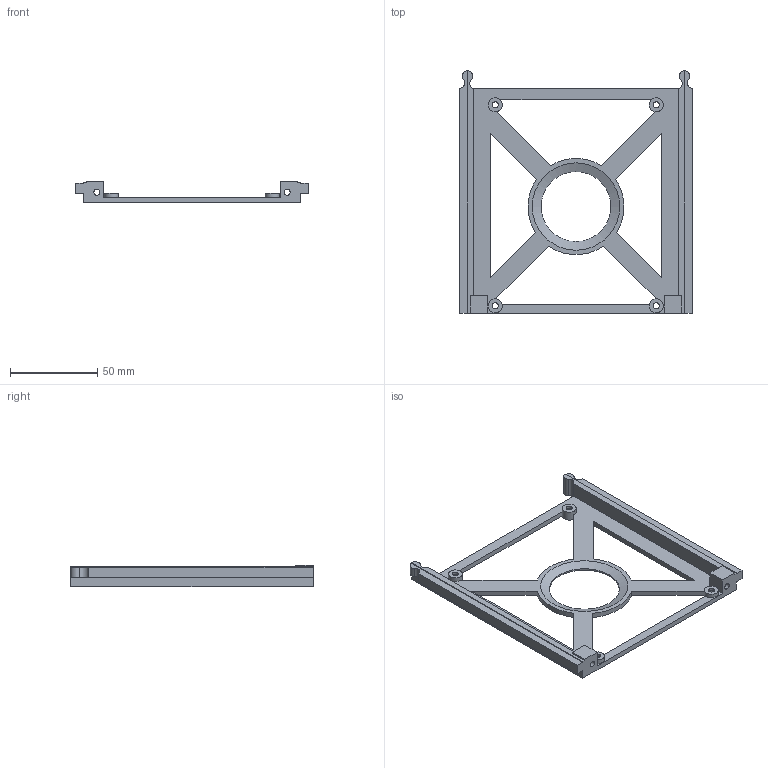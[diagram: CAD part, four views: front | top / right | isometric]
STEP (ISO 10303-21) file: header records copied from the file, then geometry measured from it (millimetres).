
FILE_DESCRIPTION(/* description */ (''),/* implementation_level */ '2;1');
FILE_NAME(/* name */ 'CBA _Slide_Tray_Part_1of4 v2.step',/* time_stamp */ '2020-07-19T07:53:14-04:00',/* author */ (''),/* organization */ (''),/* preprocessor_version */ 'ST-DEVELOPER v18.1',/* originating_system */ 'Autodesk Translation Framework v9.3.0.1241',/* authorisation */ '');
FILE_SCHEMA (('AUTOMOTIVE_DESIGN { 1 0 10303 214 3 1 1 }'));
Length unit declared in the file: millimetre
Products named in the file (1): CBA _Slide_Tray_Part_1of4
Bounding box: 133.1 x 138.65 x 12.45 mm (x, y, z)
Volume: 37927.6 mm3; surface area: 27837.3 mm2
Topology: 1 solids, 1 shells, 76 faces, 203 edges, 135 vertices
Faces by surface type: plane 48, cylinder 27, cone 1
Full cylindrical faces by diameter (mm): 3.5 x6, 5 x6, 8 x4, 40 x1
Entity records: 2472 total; most frequent: DIRECTION 426, CARTESIAN_POINT 415, ORIENTED_EDGE 406, EDGE_CURVE 203, AXIS2_PLACEMENT_3D 146, VERTEX_POINT 135, LINE 134, VECTOR 134
